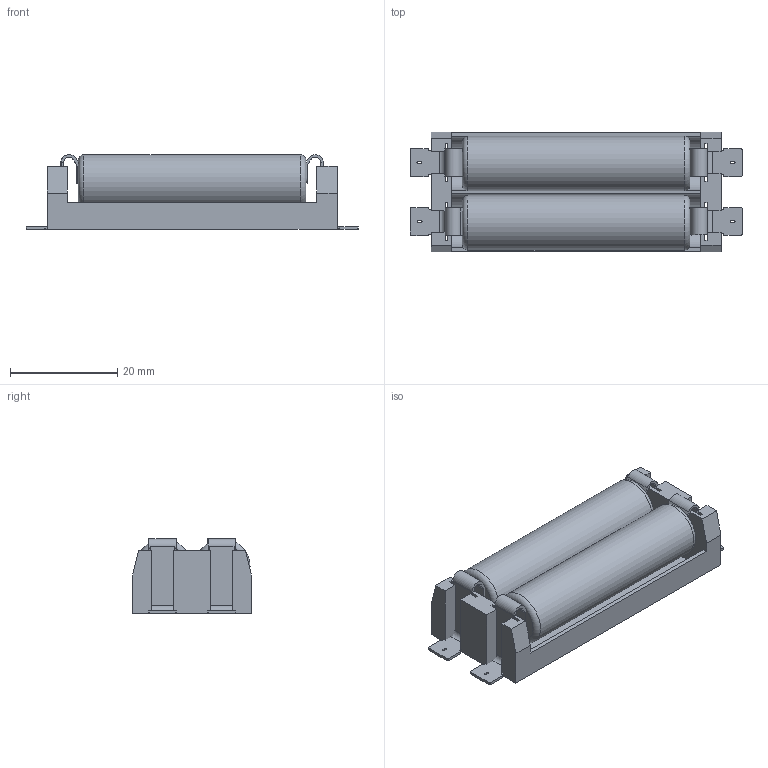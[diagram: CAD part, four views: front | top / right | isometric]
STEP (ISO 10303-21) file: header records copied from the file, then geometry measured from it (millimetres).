
FILE_DESCRIPTION(('FreeCAD Model'),'2;1');
FILE_NAME('Open CASCADE Shape Model','2023-05-28T09:02:30',(''),(''), 'Open CASCADE STEP processor 7.6','FreeCAD','Unknown');
FILE_SCHEMA(('AUTOMOTIVE_DESIGN { 1 0 10303 214 1 1 1 1 }'));
Length unit declared in the file: millimetre
Products named in the file (8): dual_aaa; berceau; connecteur001; connecteur002; connecteur003; connecteur004; batterie0001; batterie0002
Assembly tree (7 placements, depth 2):
  dual_aaa
    berceau
    connecteur001
    connecteur002
    connecteur003
    connecteur004
    batterie0001
    batterie0002
Bounding box: 62.05 x 22.4 x 14 mm (x, y, z)
Volume: 10145.1 mm3; surface area: 9140.7 mm2
Topology: 7 solids, 7 shells, 220 faces, 598 edges, 392 vertices
Faces by surface type: plane 146, cylinder 70, torus 4
Full cylindrical faces by diameter (mm): 10.2 x2
Entity records: 7124 total; most frequent: CARTESIAN_POINT 1218, DIRECTION 1202, ORIENTED_EDGE 1196, EDGE_CURVE 598, LINE 450, VECTOR 450, VERTEX_POINT 392, AXIS2_PLACEMENT_3D 376
